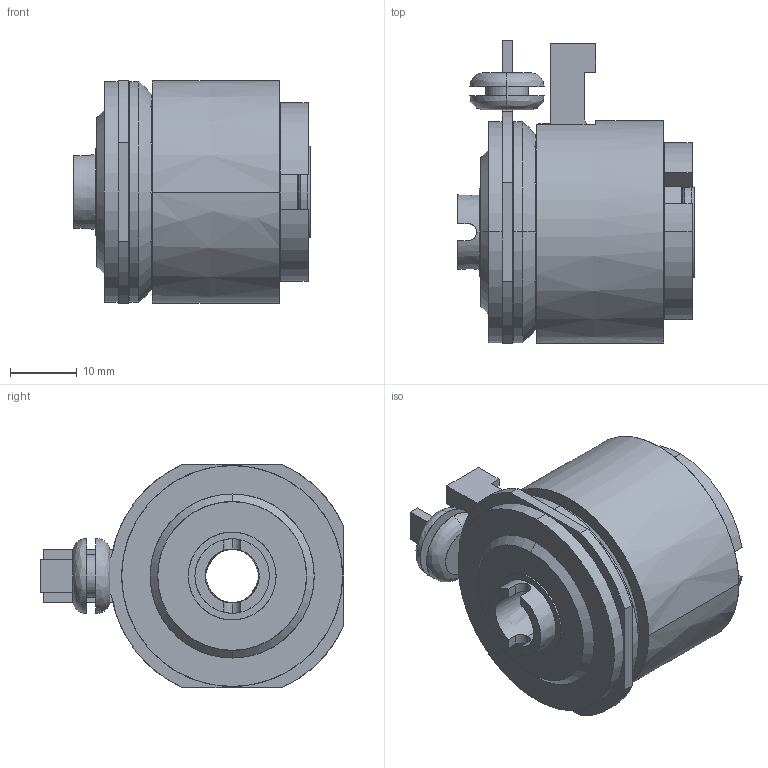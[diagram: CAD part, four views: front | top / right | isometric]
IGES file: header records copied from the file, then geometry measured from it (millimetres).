
Start section: SolidWorks IGES FILE using analytic representation for surfaces
Global section: file name: Reell EC20CBLL Clutch Ass'y.IGS; native system: SolidWorks 2000 by SolidWorks Corporation; preprocessor: Version 5.2; author: Louise; date: 010402.144149; units: centimetre
Bounding box: 35.31 x 45.4 x 33.4 mm (x, y, z)
Surface area: 18268.4 mm2 (no closed solid volume)
Topology: 0 solids, 0 shells, 458 faces, 5838 edges, 5835 vertices
Faces by surface type: bspline 337, revolution 121
